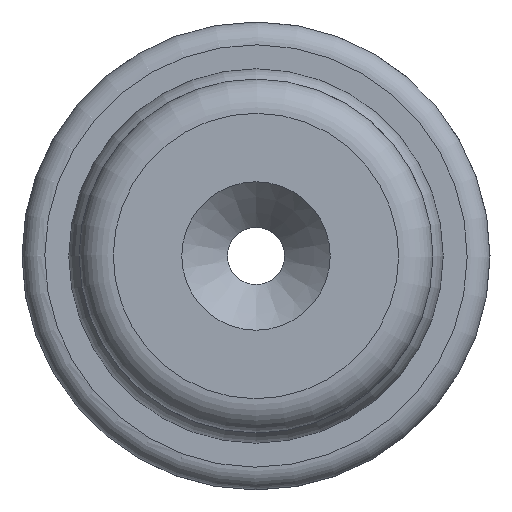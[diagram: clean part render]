
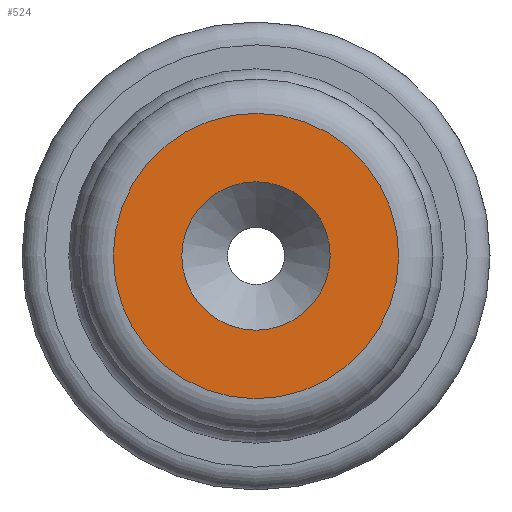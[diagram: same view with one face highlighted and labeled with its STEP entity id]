
A CAD part, front view. The second image highlights one B-rep face of the part: STEP entity #524.
In plain terms, the highlighted planar face has unit normal (0, -1, 0).
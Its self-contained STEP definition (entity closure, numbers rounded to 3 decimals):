
#83=FACE_BOUND('',#126,.T.);
#89=FACE_OUTER_BOUND('',#125,.T.);
#125=EDGE_LOOP('',(#350));
#126=EDGE_LOOP('',(#351));
#167=CIRCLE('',#584,2.5);
#168=CIRCLE('',#585,1.3);
#220=VERTEX_POINT('',#873);
#221=VERTEX_POINT('',#875);
#270=EDGE_CURVE('',#220,#220,#167,.T.);
#271=EDGE_CURVE('',#221,#221,#168,.T.);
#350=ORIENTED_EDGE('',*,*,#270,.T.);
#351=ORIENTED_EDGE('',*,*,#271,.F.);
#510=PLANE('',#583);
#524=ADVANCED_FACE('',(#89,#83),#510,.F.);
#583=AXIS2_PLACEMENT_3D('',#872,#674,#675);
#584=AXIS2_PLACEMENT_3D('',#874,#676,#677);
#585=AXIS2_PLACEMENT_3D('',#876,#678,#679);
#674=DIRECTION('center_axis',(0.,1.,0.));
#675=DIRECTION('ref_axis',(1.,0.,0.));
#676=DIRECTION('center_axis',(0.,-1.,0.));
#677=DIRECTION('ref_axis',(-1.,0.,0.006));
#678=DIRECTION('center_axis',(0.,-1.,0.));
#679=DIRECTION('ref_axis',(1.,0.,0.));
#872=CARTESIAN_POINT('Origin',(0.,0.,0.));
#873=CARTESIAN_POINT('',(-2.5,0.,0.017));
#874=CARTESIAN_POINT('Origin',(0.,0.,0.));
#875=CARTESIAN_POINT('',(-1.3,0.,0.));
#876=CARTESIAN_POINT('Origin',(0.,0.,0.));
